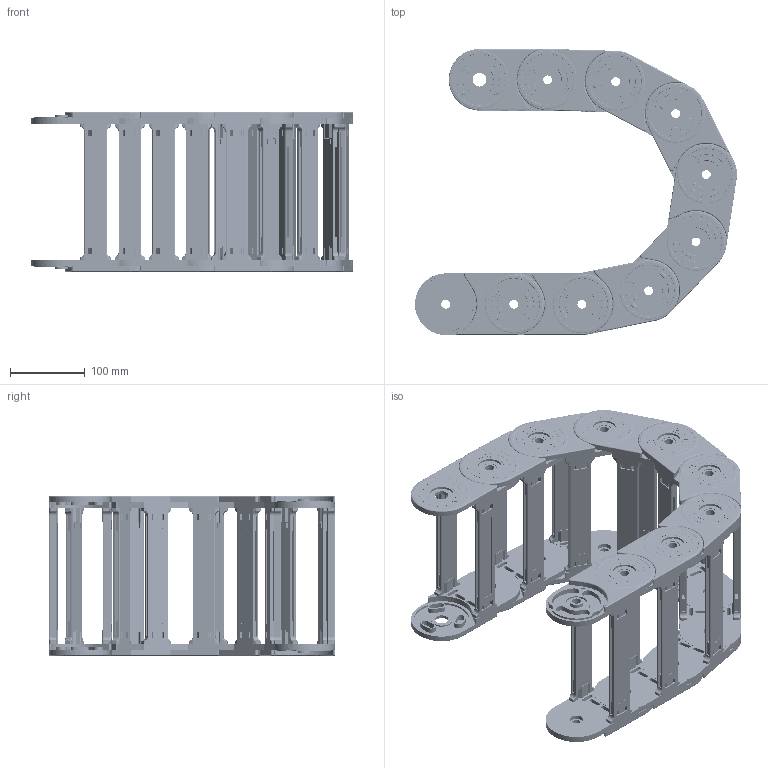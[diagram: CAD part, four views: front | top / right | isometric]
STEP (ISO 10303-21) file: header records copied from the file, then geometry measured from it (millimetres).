
FILE_DESCRIPTION (( 'STEP AP214' ), '1' );
FILE_NAME ('CK60-A180-R150.STEP', '2019-09-19T05:34:05', ( '' ), ( '' ), 'SwSTEP 2.0', 'SolidWorks 2017', '' );
FILE_SCHEMA (( 'AUTOMOTIVE_DESIGN' ));
Length unit declared in the file: millimetre
Products named in the file (2): CK60-A180-1; CK60-A180-R150
Assembly tree (9 placements, depth 2):
  CK60-A180-R150
    CK60-A180-1  x9
Bounding box: 430.19 x 382.03 x 213.56 mm (x, y, z)
Volume: 2365595 mm3; surface area: 1242770.3 mm2
Topology: 36 solids, 36 shells, 8802 faces, 22860 edges, 14760 vertices
Faces by surface type: plane 3834, cylinder 2646, bspline 1854, torus 324, sphere 144
Entity records: 39379 total; most frequent: CARTESIAN_POINT 17010, ORIENTED_EDGE 5056, DIRECTION 4108, EDGE_CURVE 2528, VERTEX_POINT 1640, VECTOR 1392, LINE 1392, AXIS2_PLACEMENT_3D 1358
